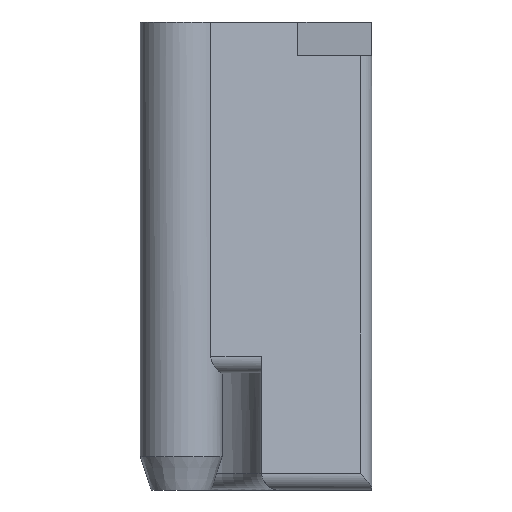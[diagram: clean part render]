
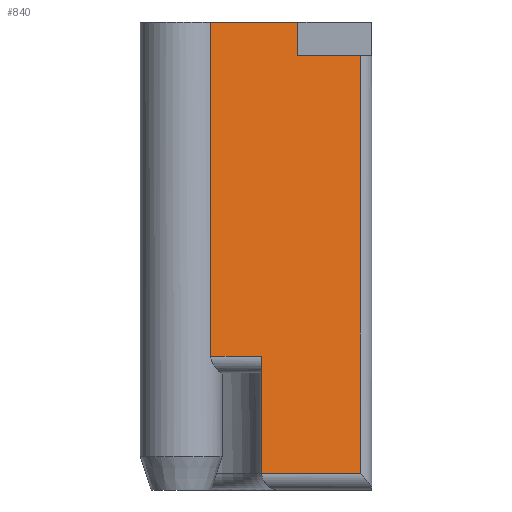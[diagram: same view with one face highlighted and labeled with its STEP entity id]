
A CAD part, front view. The second image highlights one B-rep face of the part: STEP entity #840.
In plain terms, the highlighted planar face has unit normal (0.342, -0.94, 0).
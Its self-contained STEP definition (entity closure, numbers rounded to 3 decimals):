
#32=PLANE('',#917);
#75=FACE_OUTER_BOUND('',#124,.T.);
#124=EDGE_LOOP('',(#617,#618,#619,#620,#621,#622,#623,#624));
#171=LINE('',#1266,#265);
#173=LINE('',#1272,#267);
#181=LINE('',#1289,#275);
#182=LINE('',#1304,#276);
#183=LINE('',#1306,#277);
#184=LINE('',#1308,#278);
#185=LINE('',#1310,#279);
#186=LINE('',#1311,#280);
#265=VECTOR('',#1008,10.);
#267=VECTOR('',#1014,10.);
#275=VECTOR('',#1026,10.);
#276=VECTOR('',#1031,10.);
#277=VECTOR('',#1032,10.);
#278=VECTOR('',#1033,10.);
#279=VECTOR('',#1034,10.);
#280=VECTOR('',#1035,10.);
#382=VERTEX_POINT('',#1229);
#388=VERTEX_POINT('',#1264);
#390=VERTEX_POINT('',#1270);
#397=VERTEX_POINT('',#1288);
#399=VERTEX_POINT('',#1303);
#400=VERTEX_POINT('',#1305);
#401=VERTEX_POINT('',#1307);
#402=VERTEX_POINT('',#1309);
#471=EDGE_CURVE('',#388,#382,#171,.T.);
#474=EDGE_CURVE('',#390,#388,#173,.T.);
#482=EDGE_CURVE('',#382,#397,#181,.T.);
#485=EDGE_CURVE('',#390,#399,#182,.T.);
#486=EDGE_CURVE('',#399,#400,#183,.T.);
#487=EDGE_CURVE('',#401,#400,#184,.T.);
#488=EDGE_CURVE('',#401,#402,#185,.T.);
#489=EDGE_CURVE('',#397,#402,#186,.T.);
#617=ORIENTED_EDGE('',*,*,#471,.F.);
#618=ORIENTED_EDGE('',*,*,#474,.F.);
#619=ORIENTED_EDGE('',*,*,#485,.T.);
#620=ORIENTED_EDGE('',*,*,#486,.T.);
#621=ORIENTED_EDGE('',*,*,#487,.F.);
#622=ORIENTED_EDGE('',*,*,#488,.T.);
#623=ORIENTED_EDGE('',*,*,#489,.F.);
#624=ORIENTED_EDGE('',*,*,#482,.F.);
#840=ADVANCED_FACE('',(#75),#32,.T.);
#917=AXIS2_PLACEMENT_3D('',#1302,#1029,#1030);
#1008=DIRECTION('',(-0.94,-0.342,0.));
#1014=DIRECTION('',(0.,0.,-1.));
#1026=DIRECTION('',(0.,0.,1.));
#1029=DIRECTION('center_axis',(0.342,-0.94,0.));
#1030=DIRECTION('ref_axis',(-0.94,-0.342,0.));
#1031=DIRECTION('',(-0.94,-0.342,0.));
#1032=DIRECTION('',(0.,0.,1.));
#1033=DIRECTION('',(0.94,0.342,0.));
#1034=DIRECTION('',(0.,0.,-1.));
#1035=DIRECTION('',(-0.94,-0.342,0.));
#1229=CARTESIAN_POINT('',(4.814,-0.589,-27.));
#1264=CARTESIAN_POINT('',(10.742,1.569,-27.));
#1266=CARTESIAN_POINT('',(10.538,1.494,-27.));
#1270=CARTESIAN_POINT('',(10.742,1.569,-2.));
#1272=CARTESIAN_POINT('',(10.742,1.569,0.));
#1288=CARTESIAN_POINT('',(4.814,-0.589,-20.));
#1289=CARTESIAN_POINT('',(4.814,-0.589,-21.));
#1302=CARTESIAN_POINT('Origin',(11.4,1.808,0.));
#1303=CARTESIAN_POINT('',(6.982,0.2,-2.));
#1304=CARTESIAN_POINT('',(10.295,1.406,-2.));
#1305=CARTESIAN_POINT('',(6.982,0.2,0.));
#1306=CARTESIAN_POINT('',(6.982,0.2,0.));
#1307=CARTESIAN_POINT('',(1.766,-1.699,0.));
#1308=CARTESIAN_POINT('',(-0.261,-2.436,0.));
#1309=CARTESIAN_POINT('',(1.766,-1.699,-20.));
#1310=CARTESIAN_POINT('',(1.766,-1.699,0.));
#1311=CARTESIAN_POINT('',(9.824,1.234,-20.));
